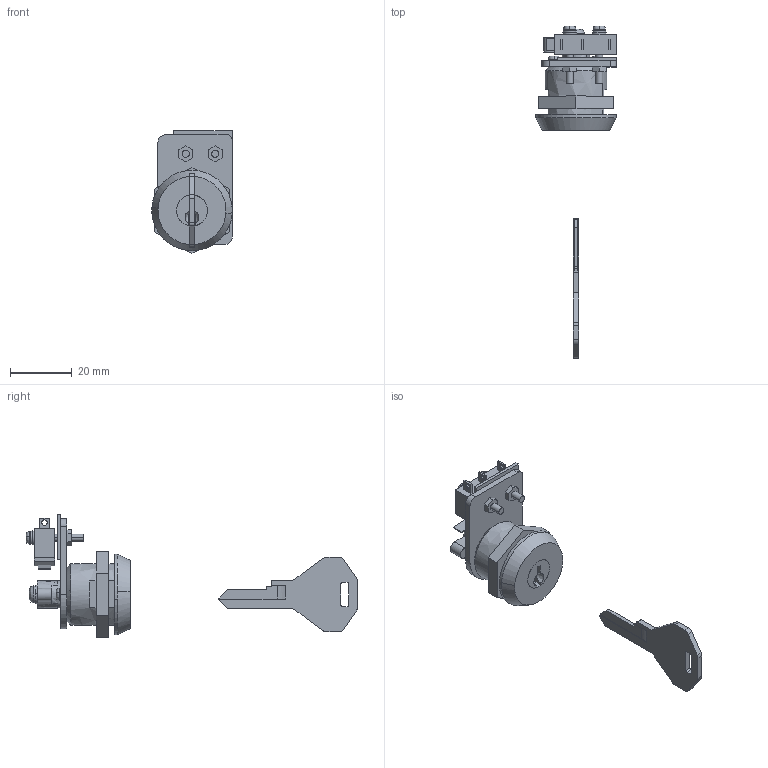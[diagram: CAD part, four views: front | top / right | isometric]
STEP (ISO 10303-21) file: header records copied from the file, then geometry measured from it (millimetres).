
FILE_DESCRIPTION((''),'2;1');
FILE_NAME('','2005-07-15T14:11:22',(''),(''),'','CADfix','');
FILE_SCHEMA(('AUTOMOTIVE_DESIGN'));
Length unit declared in the file: millimetre
Products named in the file (13): screw_3; nut_3; screw_1; switch; spacer_A; screw_2; nut_2; nut_1; lock; key; cam; bracket; TL_142_1_13847_36
Assembly tree (15 placements, depth 2):
  TL_142_1_13847_36
    screw_3  x2
    nut_3  x2
    screw_1  x2
    switch
    spacer_A
    screw_2
    nut_2
    nut_1
    lock
    key
    cam
    bracket
Bounding box: 26 x 107.21 x 39.66 mm (x, y, z)
Volume: 12520.6 mm3; surface area: 10729.7 mm2
Topology: 15 solids, 15 shells, 369 faces, 1099 edges, 774 vertices
Faces by surface type: bspline 369
Entity records: 10329 total; most frequent: CARTESIAN_POINT 5037, ORIENTED_EDGE 1734, EDGE_CURVE 867, VERTEX_POINT 612, QUASI_UNIFORM_CURVE 519, EDGE_LOOP 337, FACE_OUTER_BOUND 290, ADVANCED_FACE 290
